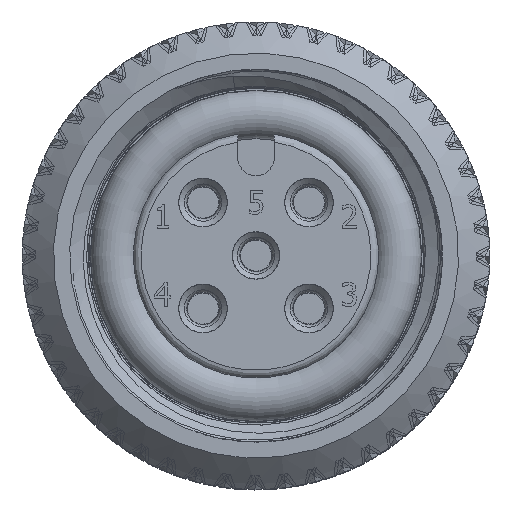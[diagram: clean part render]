
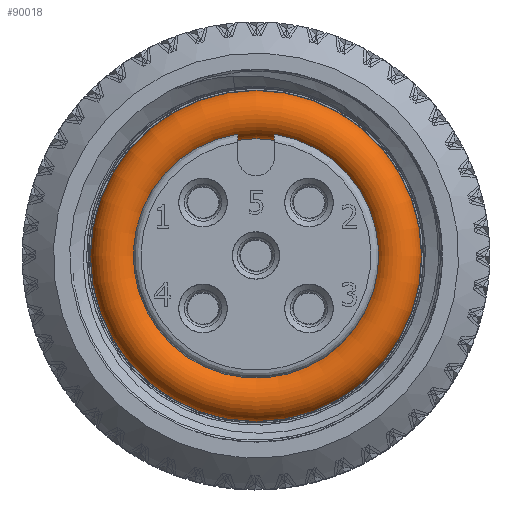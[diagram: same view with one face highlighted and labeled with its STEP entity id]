
A CAD part, top view. The second image highlights one B-rep face of the part: STEP entity #90018.
In plain terms, the highlighted toroidal (fillet/blend) face has major radius 4.616 mm and minor radius 0.794 mm.
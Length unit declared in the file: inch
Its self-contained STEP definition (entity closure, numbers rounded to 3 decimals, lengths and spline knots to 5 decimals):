
#1356=TOROIDAL_SURFACE('',#93700,0.18175,0.03125);
#12246=FACE_OUTER_BOUND('',#17882,.T.);
#17882=EDGE_LOOP('',(#68977,#68978,#68979,#68980));
#20173=CIRCLE('',#93701,0.03125);
#20174=CIRCLE('',#93702,0.1505);
#36240=VERTEX_POINT('',#234818);
#47484=EDGE_CURVE('',#36240,#36240,#20173,.T.);
#47485=EDGE_CURVE('',#36240,#36240,#20174,.T.);
#68977=ORIENTED_EDGE('',*,*,#47484,.F.);
#68978=ORIENTED_EDGE('',*,*,#47485,.T.);
#68979=ORIENTED_EDGE('',*,*,#47484,.T.);
#68980=ORIENTED_EDGE('',*,*,#47485,.F.);
#90018=ADVANCED_FACE('',(#12246),#1356,.T.);
#93700=AXIS2_PLACEMENT_3D('',#234817,#100969,#100970);
#93701=AXIS2_PLACEMENT_3D('',#234819,#100971,#100972);
#93702=AXIS2_PLACEMENT_3D('',#234820,#100973,#100974);
#100969=DIRECTION('center_axis',(1.,0.,0.));
#100970=DIRECTION('ref_axis',(0.,0.,-1.));
#100971=DIRECTION('center_axis',(0.,-1.,0.));
#100972=DIRECTION('ref_axis',(0.,0.,1.));
#100973=DIRECTION('center_axis',(-1.,0.,0.));
#100974=DIRECTION('ref_axis',(0.,0.,-1.));
#234817=CARTESIAN_POINT('Origin',(0.,0.,0.));
#234818=CARTESIAN_POINT('',(0.,0.,
0.1505));
#234819=CARTESIAN_POINT('Origin',(0.,0.,0.18175));
#234820=CARTESIAN_POINT('Origin',(0.,0.,0.));
